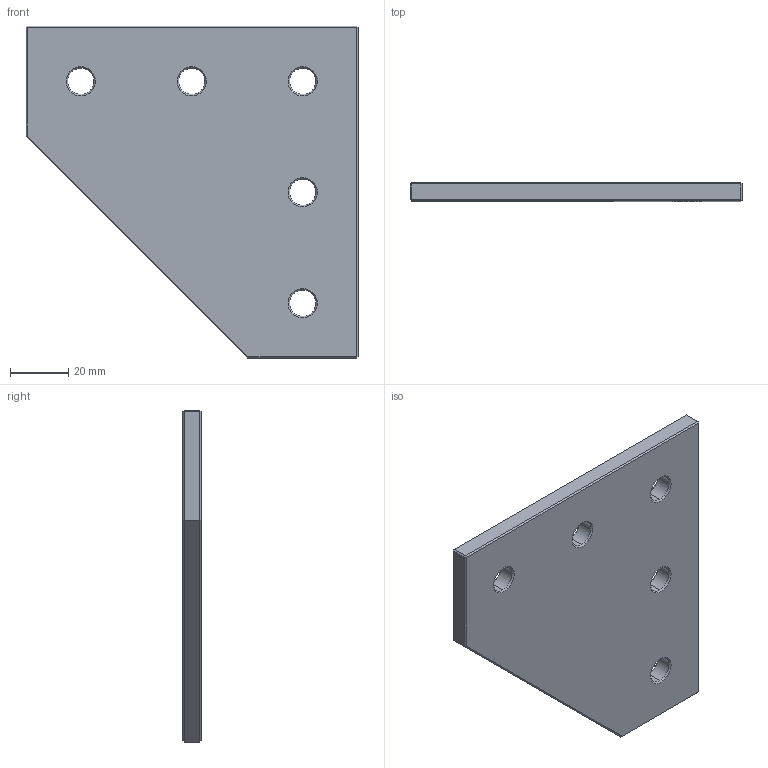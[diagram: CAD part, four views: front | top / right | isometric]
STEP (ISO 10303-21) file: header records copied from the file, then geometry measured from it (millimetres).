
FILE_DESCRIPTION (( 'STEP AP203' ), '1' );
FILE_NAME ('151117-10.step', '2025-04-29T17:04:51', ( '' ), ( '' ), 'SwSTEP 2.0', 'SolidWorks 2024', '' );
FILE_SCHEMA (( 'CONFIG_CONTROL_DESIGN' ));
Length unit declared in the file: millimetre
Products named in the file (1): 151117-10
Bounding box: 114 x 6.35 x 114 mm (x, y, z)
Volume: 62024.6 mm3; surface area: 22763.5 mm2
Topology: 1 solids, 1 shells, 56 faces, 120 edges, 66 vertices
Faces by surface type: plane 26, cone 20, cylinder 10
Entity records: 1565 total; most frequent: DIRECTION 274, CARTESIAN_POINT 243, ORIENTED_EDGE 240, EDGE_CURVE 120, AXIS2_PLACEMENT_3D 97, LINE 80, VECTOR 80, EDGE_LOOP 66
